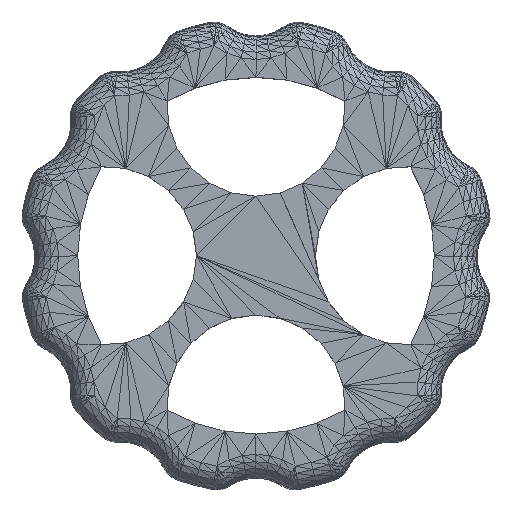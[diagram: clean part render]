
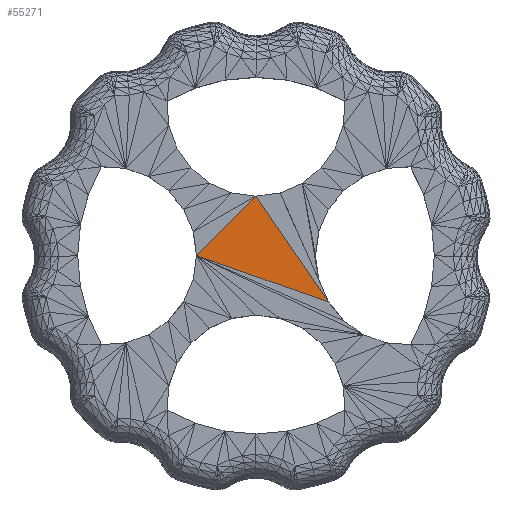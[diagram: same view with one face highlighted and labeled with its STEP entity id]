
A CAD part, top view. The second image highlights one B-rep face of the part: STEP entity #55271.
In plain terms, the highlighted planar face has unit normal (0, 0, 1).
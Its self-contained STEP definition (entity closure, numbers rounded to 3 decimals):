
#3876=PLANE('',#59998);
#8532=FACE_OUTER_BOUND('',#13188,.T.);
#13188=EDGE_LOOP('',(#49008,#49009,#49010));
#19856=LINE('',#89050,#26824);
#19857=LINE('',#89052,#26825);
#19858=LINE('',#89053,#26826);
#26824=VECTOR('',#74501,10.);
#26825=VECTOR('',#74502,10.);
#26826=VECTOR('',#74503,10.);
#30044=VERTEX_POINT('',#89048);
#30045=VERTEX_POINT('',#89049);
#30046=VERTEX_POINT('',#89051);
#36266=EDGE_CURVE('',#30044,#30045,#19856,.T.);
#36267=EDGE_CURVE('',#30046,#30045,#19857,.T.);
#36268=EDGE_CURVE('',#30044,#30046,#19858,.T.);
#49008=ORIENTED_EDGE('',*,*,#36266,.T.);
#49009=ORIENTED_EDGE('',*,*,#36267,.F.);
#49010=ORIENTED_EDGE('',*,*,#36268,.F.);
#55271=ADVANCED_FACE('',(#8532),#3876,.T.);
#59998=AXIS2_PLACEMENT_3D('',#89047,#74499,#74500);
#74499=DIRECTION('center_axis',(0.,0.,1.));
#74500=DIRECTION('ref_axis',(1.,0.,0.));
#74501=DIRECTION('',(0.944,-0.331,0.));
#74502=DIRECTION('',(0.565,-0.825,0.));
#74503=DIRECTION('',(0.707,0.707,0.));
#89047=CARTESIAN_POINT('Origin',(0.,5.,20.379));
#89048=CARTESIAN_POINT('',(-5.,0.,20.379));
#89049=CARTESIAN_POINT('',(6.09,-3.894,20.379));
#89050=CARTESIAN_POINT('',(-5.,0.,20.379));
#89051=CARTESIAN_POINT('',(0.,5.,20.379));
#89052=CARTESIAN_POINT('',(0.,5.,20.379));
#89053=CARTESIAN_POINT('',(-5.,0.,20.379));
